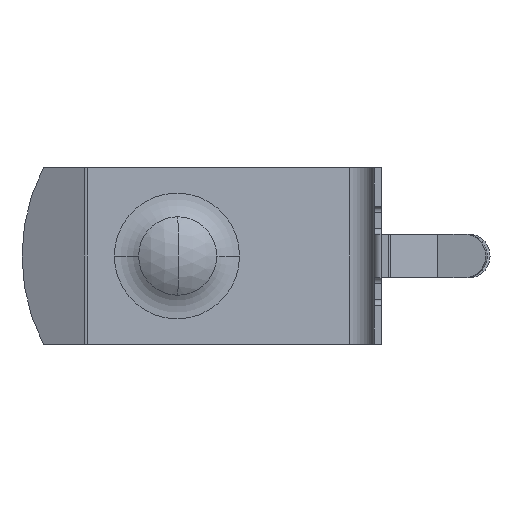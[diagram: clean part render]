
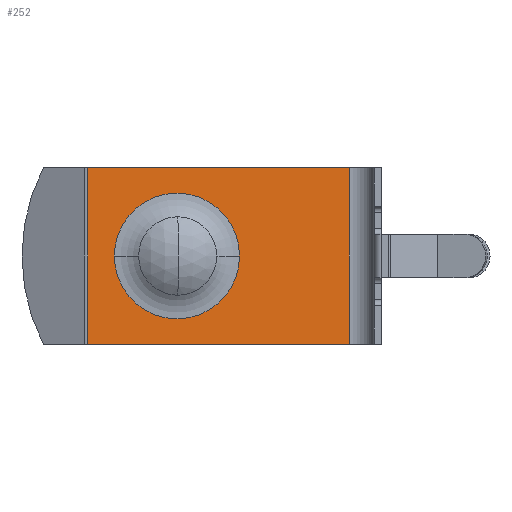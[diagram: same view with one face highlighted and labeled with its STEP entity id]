
A CAD part, left-side view. The second image highlights one B-rep face of the part: STEP entity #252.
In plain terms, the highlighted planar face has unit normal (-0.996, -0.087, 0).
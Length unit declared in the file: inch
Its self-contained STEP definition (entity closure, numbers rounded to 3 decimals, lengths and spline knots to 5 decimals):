
#190 = ORIENTED_EDGE ( 'NONE', *, *, #2033, .F. ) ;
#191 = ORIENTED_EDGE ( 'NONE', *, *, #198, .F. ) ;
#194 = ORIENTED_EDGE ( 'NONE', *, *, #195, .F. ) ;
#195 = EDGE_CURVE ( 'NONE', #196, #200, #2489, .T. ) ;
#196 = VERTEX_POINT ( 'NONE', #2485 ) ;
#198 = EDGE_CURVE ( 'NONE', #2043, #2055, #2480, .T. ) ;
#200 = VERTEX_POINT ( 'NONE', #2475 ) ;
#218 = EDGE_LOOP ( 'NONE', ( #2224, #194, #2064, #2066 ) ) ;
#252 = ADVANCED_FACE ( 'NONE', ( #679, #678 ), #677, .T. ) ;
#264 = EDGE_CURVE ( 'NONE', #1959, #265, #711, .T. ) ;
#265 = VERTEX_POINT ( 'NONE', #707 ) ;
#266 = EDGE_CURVE ( 'NONE', #200, #265, #706, .T. ) ;
#673 = DIRECTION ( 'NONE',  ( 0.087, -0.996, 0. ) ) ;
#674 = DIRECTION ( 'NONE',  ( -0.996, -0.087, 0. ) ) ;
#675 = CARTESIAN_POINT ( 'NONE',  ( 0.363, 0.03479, 0.25 ) ) ;
#676 = AXIS2_PLACEMENT_3D ( 'NONE', #675, #674, #673 ) ;
#677 = PLANE ( 'NONE',  #676 ) ;
#678 = FACE_BOUND ( 'NONE', #2057, .T. ) ;
#679 = FACE_OUTER_BOUND ( 'NONE', #218, .T. ) ;
#703 = DIRECTION ( 'NONE',  ( -0.087, 0.996, 0. ) ) ;
#704 = VECTOR ( 'NONE', #703, 39.37008 ) ;
#705 = CARTESIAN_POINT ( 'NONE',  ( 0.363, 0.03479, 0. ) ) ;
#706 = LINE ( 'NONE', #705, #704 ) ;
#707 = CARTESIAN_POINT ( 'NONE',  ( 0.33064, 0.4047, 0. ) ) ;
#708 = DIRECTION ( 'NONE',  ( 0., 0., -1. ) ) ;
#709 = VECTOR ( 'NONE', #708, 39.37008 ) ;
#710 = CARTESIAN_POINT ( 'NONE',  ( 0.33064, 0.4047, 0.25 ) ) ;
#711 = LINE ( 'NONE', #710, #709 ) ;
#1477 = CARTESIAN_POINT ( 'NONE',  ( 0.33064, 0.4047, 0.25 ) ) ;
#1635 = DIRECTION ( 'NONE',  ( -0.087, 0.996, 0. ) ) ;
#1636 = DIRECTION ( 'NONE',  ( -0.996, -0.087, 0. ) ) ;
#1637 = CARTESIAN_POINT ( 'NONE',  ( 0.34165, 0.27884, 0.125 ) ) ;
#1638 = AXIS2_PLACEMENT_3D ( 'NONE', #1637, #1636, #1635 ) ;
#1639 = CIRCLE ( 'NONE', #1638, 0.08892 ) ;
#1654 = CARTESIAN_POINT ( 'NONE',  ( 0.3339, 0.36742, 0.125 ) ) ;
#1675 = CARTESIAN_POINT ( 'NONE',  ( 0.3494, 0.19026, 0.125 ) ) ;
#1698 = DIRECTION ( 'NONE',  ( -0.087, 0.996, 0. ) ) ;
#1699 = VECTOR ( 'NONE', #1698, 39.37008 ) ;
#1700 = CARTESIAN_POINT ( 'NONE',  ( 0.363, 0.03479, 0.25 ) ) ;
#1701 = LINE ( 'NONE', #1700, #1699 ) ;
#1959 = VERTEX_POINT ( 'NONE', #1477 ) ;
#2033 = EDGE_CURVE ( 'NONE', #2055, #2043, #1639, .T. ) ;
#2043 = VERTEX_POINT ( 'NONE', #1675 ) ;
#2055 = VERTEX_POINT ( 'NONE', #1654 ) ;
#2057 = EDGE_LOOP ( 'NONE', ( #190, #191 ) ) ;
#2064 = ORIENTED_EDGE ( 'NONE', *, *, #2065, .T. ) ;
#2065 = EDGE_CURVE ( 'NONE', #196, #1959, #1701, .T. ) ;
#2066 = ORIENTED_EDGE ( 'NONE', *, *, #264, .T. ) ;
#2224 = ORIENTED_EDGE ( 'NONE', *, *, #266, .F. ) ;
#2475 = CARTESIAN_POINT ( 'NONE',  ( 0.363, 0.03479, 0. ) ) ;
#2476 = DIRECTION ( 'NONE',  ( -0.087, 0.996, 0. ) ) ;
#2477 = DIRECTION ( 'NONE',  ( -0.996, -0.087, 0. ) ) ;
#2478 = CARTESIAN_POINT ( 'NONE',  ( 0.34165, 0.27884, 0.125 ) ) ;
#2479 = AXIS2_PLACEMENT_3D ( 'NONE', #2478, #2477, #2476 ) ;
#2480 = CIRCLE ( 'NONE', #2479, 0.08892 ) ;
#2485 = CARTESIAN_POINT ( 'NONE',  ( 0.363, 0.03479, 0.25 ) ) ;
#2486 = DIRECTION ( 'NONE',  ( 0., 0., -1. ) ) ;
#2487 = VECTOR ( 'NONE', #2486, 39.37008 ) ;
#2488 = CARTESIAN_POINT ( 'NONE',  ( 0.363, 0.03479, 0.25 ) ) ;
#2489 = LINE ( 'NONE', #2488, #2487 ) ;
